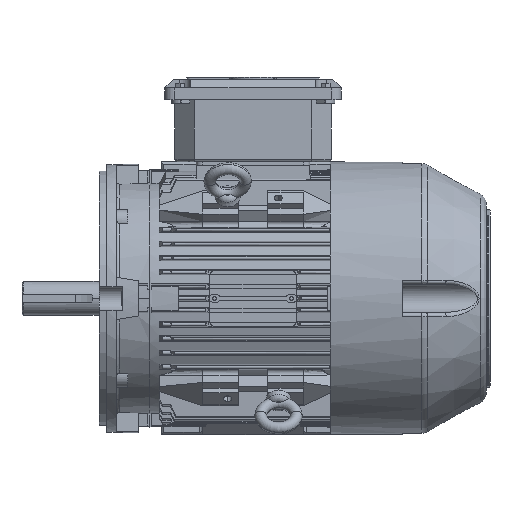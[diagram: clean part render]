
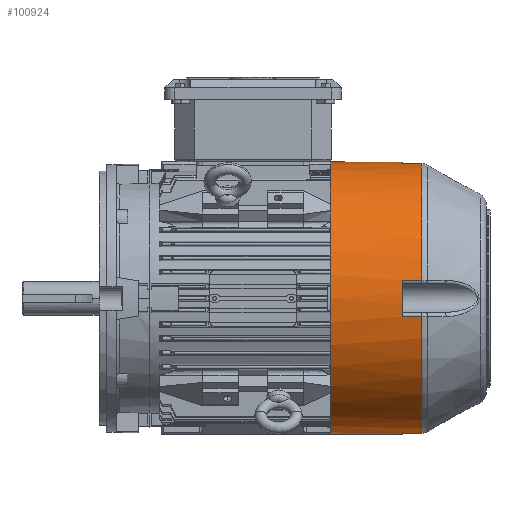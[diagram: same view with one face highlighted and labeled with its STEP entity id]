
A CAD part, front view. The second image highlights one B-rep face of the part: STEP entity #100924.
In plain terms, the highlighted cylindrical face has radius 115 mm (diameter 230 mm), a partial arc.
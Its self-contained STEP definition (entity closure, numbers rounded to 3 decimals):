
#83903 = FACE_OUTER_BOUND ( 'NONE', #100927, .T. ) ;
#83904 = CARTESIAN_POINT ( 'NONE',  ( 77.359, 113.964, -15.402 ) ) ;
#83905 = CARTESIAN_POINT ( 'NONE',  ( 61., 113.964, -15.402 ) ) ;
#83906 = DIRECTION ( 'NONE',  ( 0., 0., 1. ) ) ;
#83907 = DIRECTION ( 'NONE',  ( -1., 0., 0. ) ) ;
#83908 = CARTESIAN_POINT ( 'NONE',  ( 61., 0., 0. ) ) ;
#83909 = AXIS2_PLACEMENT_3D ( 'NONE', #83908, #83907, #83906 ) ;
#83910 = CIRCLE ( 'NONE', #83909, 115. ) ;
#83916 = CARTESIAN_POINT ( 'NONE',  ( 61., 113.964, 15.402 ) ) ;
#83917 = DIRECTION ( 'NONE',  ( -1., 0., 0. ) ) ;
#83918 = VECTOR ( 'NONE', #83917, 1000. ) ;
#83919 = CARTESIAN_POINT ( 'NONE',  ( 0., 113.964, 15.402 ) ) ;
#83920 = LINE ( 'NONE', #83919, #83918 ) ;
#83935 = CARTESIAN_POINT ( 'NONE',  ( 0., 0., -115. ) ) ;
#83936 = LINE ( 'NONE', #83935, #83997 ) ;
#83943 = CARTESIAN_POINT ( 'NONE',  ( 61., 0., -115. ) ) ;
#83945 = CARTESIAN_POINT ( 'NONE',  ( 61., 15.402, -113.964 ) ) ;
#83949 = DIRECTION ( 'NONE',  ( 0., 0., 1. ) ) ;
#83950 = DIRECTION ( 'NONE',  ( -1., 0., 0. ) ) ;
#83951 = CARTESIAN_POINT ( 'NONE',  ( 61., 0., 0. ) ) ;
#83952 = AXIS2_PLACEMENT_3D ( 'NONE', #83951, #83950, #83949 ) ;
#83953 = CIRCLE ( 'NONE', #83952, 115. ) ;
#83961 = DIRECTION ( 'NONE',  ( 0., 0., 1. ) ) ;
#83962 = DIRECTION ( 'NONE',  ( -1., 0., 0. ) ) ;
#83963 = CARTESIAN_POINT ( 'NONE',  ( 0., 0., 0. ) ) ;
#83964 = AXIS2_PLACEMENT_3D ( 'NONE', #83963, #83962, #83961 ) ;
#83965 = CYLINDRICAL_SURFACE ( 'NONE', #83964, 115. ) ;
#83971 = CARTESIAN_POINT ( 'NONE',  ( 61., 15.402, 113.964 ) ) ;
#83972 = CARTESIAN_POINT ( 'NONE',  ( 61., 0., 115. ) ) ;
#83973 = DIRECTION ( 'NONE',  ( -1., 0., 0. ) ) ;
#83974 = VECTOR ( 'NONE', #83973, 1000. ) ;
#83975 = CARTESIAN_POINT ( 'NONE',  ( 0., 0., 115. ) ) ;
#83976 = LINE ( 'NONE', #83975, #83974 ) ;
#83983 = CARTESIAN_POINT ( 'NONE',  ( 0., 0., 115. ) ) ;
#83984 = DIRECTION ( 'NONE',  ( 0., 0., 1. ) ) ;
#83985 = DIRECTION ( 'NONE',  ( -1., 0., 0. ) ) ;
#83986 = CARTESIAN_POINT ( 'NONE',  ( 0., 0., 0. ) ) ;
#83987 = AXIS2_PLACEMENT_3D ( 'NONE', #83986, #83985, #83984 ) ;
#83988 = CIRCLE ( 'NONE', #83987, 115. ) ;
#83995 = CARTESIAN_POINT ( 'NONE',  ( 0., 0., -115. ) ) ;
#83996 = DIRECTION ( 'NONE',  ( -1., 0., 0. ) ) ;
#83997 = VECTOR ( 'NONE', #83996, 1000. ) ;
#84008 = DIRECTION ( 'NONE',  ( -1., 0., 0. ) ) ;
#84009 = VECTOR ( 'NONE', #84008, 1000. ) ;
#84010 = CARTESIAN_POINT ( 'NONE',  ( 0., 15.402, -113.964 ) ) ;
#84011 = LINE ( 'NONE', #84010, #84009 ) ;
#84018 = CARTESIAN_POINT ( 'NONE',  ( 77.359, 15.402, -113.964 ) ) ;
#84020 = DIRECTION ( 'NONE',  ( 0., 0., 1. ) ) ;
#84021 = DIRECTION ( 'NONE',  ( -1., 0., 0. ) ) ;
#84022 = CARTESIAN_POINT ( 'NONE',  ( 77.359, 0., 0. ) ) ;
#84023 = AXIS2_PLACEMENT_3D ( 'NONE', #84022, #84021, #84020 ) ;
#84024 = CIRCLE ( 'NONE', #84023, 115. ) ;
#84033 = DIRECTION ( 'NONE',  ( 0., 0., 1. ) ) ;
#84034 = DIRECTION ( 'NONE',  ( -1., 0., 0. ) ) ;
#84035 = CARTESIAN_POINT ( 'NONE',  ( 61., 0., 0. ) ) ;
#84036 = AXIS2_PLACEMENT_3D ( 'NONE', #84035, #84034, #84033 ) ;
#84037 = CIRCLE ( 'NONE', #84036, 115. ) ;
#84067 = CARTESIAN_POINT ( 'NONE',  ( 77.359, 113.964, 15.402 ) ) ;
#84068 = DIRECTION ( 'NONE',  ( 0., 0., 1. ) ) ;
#84069 = DIRECTION ( 'NONE',  ( -1., 0., 0. ) ) ;
#84070 = CARTESIAN_POINT ( 'NONE',  ( 77.359, 0., 0. ) ) ;
#84071 = AXIS2_PLACEMENT_3D ( 'NONE', #84070, #84069, #84068 ) ;
#84072 = CIRCLE ( 'NONE', #84071, 115. ) ;
#84079 = CARTESIAN_POINT ( 'NONE',  ( 77.359, 15.402, 113.964 ) ) ;
#84080 = DIRECTION ( 'NONE',  ( 1., 0., 0. ) ) ;
#84081 = VECTOR ( 'NONE', #84080, 1000. ) ;
#84082 = CARTESIAN_POINT ( 'NONE',  ( 0., 15.402, 113.964 ) ) ;
#84083 = LINE ( 'NONE', #84082, #84081 ) ;
#84193 = DIRECTION ( 'NONE',  ( 1., 0., 0. ) ) ;
#84194 = VECTOR ( 'NONE', #84193, 1000. ) ;
#84195 = CARTESIAN_POINT ( 'NONE',  ( 0., 113.964, -15.402 ) ) ;
#84196 = LINE ( 'NONE', #84195, #84194 ) ;
#100907 = EDGE_CURVE ( 'NONE', #101056, #100908, #83920, .T. ) ;
#100908 = VERTEX_POINT ( 'NONE', #83916 ) ;
#100916 = ORIENTED_EDGE ( 'NONE', *, *, #100918, .T. ) ;
#100918 = EDGE_CURVE ( 'NONE', #100908, #100921, #83910, .T. ) ;
#100921 = VERTEX_POINT ( 'NONE', #83905 ) ;
#100923 = VERTEX_POINT ( 'NONE', #83904 ) ;
#100924 = ADVANCED_FACE ( 'NONE', ( #83903 ), #83965, .T. ) ;
#100927 = EDGE_LOOP ( 'NONE', ( #100931, #100944, #100954, #100967, #101023, #101033, #101047, #101058, #100916, #101132, #100982, #100995 ) ) ;
#100931 = ORIENTED_EDGE ( 'NONE', *, *, #100935, .T. ) ;
#100935 = EDGE_CURVE ( 'NONE', #100938, #100941, #83953, .T. ) ;
#100938 = VERTEX_POINT ( 'NONE', #83945 ) ;
#100941 = VERTEX_POINT ( 'NONE', #83943 ) ;
#100944 = ORIENTED_EDGE ( 'NONE', *, *, #100948, .T. ) ;
#100948 = EDGE_CURVE ( 'NONE', #100941, #100950, #83936, .T. ) ;
#100950 = VERTEX_POINT ( 'NONE', #83995 ) ;
#100954 = ORIENTED_EDGE ( 'NONE', *, *, #100958, .F. ) ;
#100958 = EDGE_CURVE ( 'NONE', #100959, #100950, #83988, .T. ) ;
#100959 = VERTEX_POINT ( 'NONE', #83983 ) ;
#100967 = ORIENTED_EDGE ( 'NONE', *, *, #100969, .F. ) ;
#100969 = EDGE_CURVE ( 'NONE', #100971, #100959, #83976, .T. ) ;
#100971 = VERTEX_POINT ( 'NONE', #83972 ) ;
#100975 = VERTEX_POINT ( 'NONE', #83971 ) ;
#100982 = ORIENTED_EDGE ( 'NONE', *, *, #100986, .T. ) ;
#100986 = EDGE_CURVE ( 'NONE', #100923, #100990, #84024, .T. ) ;
#100990 = VERTEX_POINT ( 'NONE', #84018 ) ;
#100995 = ORIENTED_EDGE ( 'NONE', *, *, #100998, .T. ) ;
#100998 = EDGE_CURVE ( 'NONE', #100990, #100938, #84011, .T. ) ;
#101023 = ORIENTED_EDGE ( 'NONE', *, *, #101030, .T. ) ;
#101030 = EDGE_CURVE ( 'NONE', #100971, #100975, #84037, .T. ) ;
#101033 = ORIENTED_EDGE ( 'NONE', *, *, #101042, .T. ) ;
#101042 = EDGE_CURVE ( 'NONE', #100975, #101043, #84083, .T. ) ;
#101043 = VERTEX_POINT ( 'NONE', #84079 ) ;
#101047 = ORIENTED_EDGE ( 'NONE', *, *, #101054, .T. ) ;
#101054 = EDGE_CURVE ( 'NONE', #101043, #101056, #84072, .T. ) ;
#101056 = VERTEX_POINT ( 'NONE', #84067 ) ;
#101058 = ORIENTED_EDGE ( 'NONE', *, *, #100907, .T. ) ;
#101132 = ORIENTED_EDGE ( 'NONE', *, *, #101136, .T. ) ;
#101136 = EDGE_CURVE ( 'NONE', #100921, #100923, #84196, .T. ) ;
